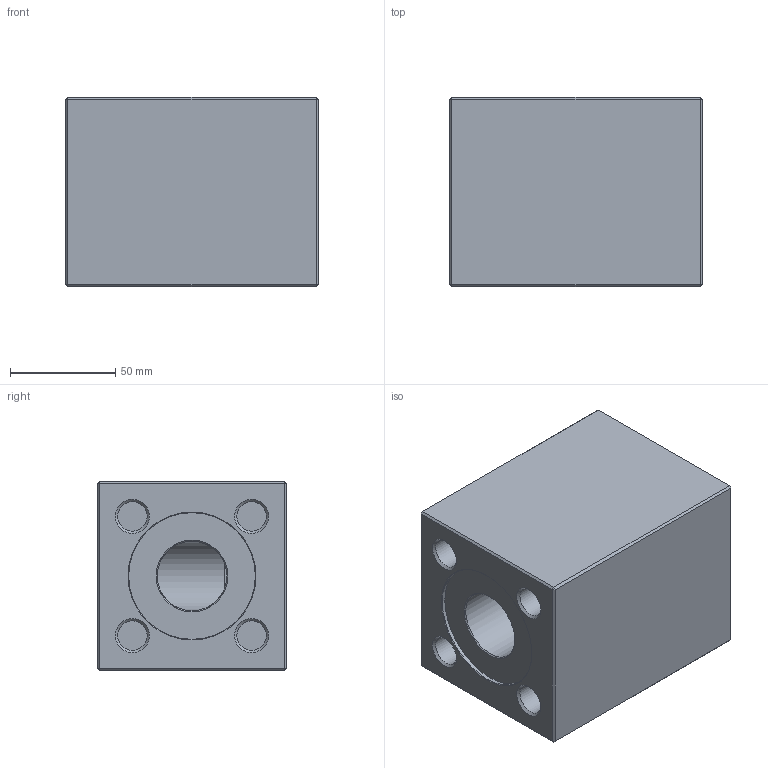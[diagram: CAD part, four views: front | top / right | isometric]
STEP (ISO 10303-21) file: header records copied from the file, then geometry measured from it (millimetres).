
FILE_DESCRIPTION(/* description */ (''),/* implementation_level */ '2;1');
FILE_NAME(/* name */ 'X-FVH032-4.stp',/* time_stamp */ '2025-01-16T13:17:36+01:00',/* author */ (''),/* organization */ (''),/* preprocessor_version */ 'ST-DEVELOPER v16',/* originating_system */ 'SIEMENS PLM Software NX 10.0',/* authorisation */ '');
FILE_SCHEMA (('CONFIG_CONTROL_DESIGN'));
Length unit declared in the file: millimetre
Products named in the file (1): X-FVH032-4
Bounding box: 120 x 90 x 90 mm (x, y, z)
Volume: 821001.3 mm3; surface area: 80635.1 mm2
Topology: 1 solids, 1 shells, 63 faces, 118 edges, 67 vertices
Faces by surface type: plane 38, cylinder 13, cone 12
Full cylindrical faces by diameter (mm): 14 x8, 33 x2, 60.09 x2
Entity records: 1457 total; most frequent: DIRECTION 255, CARTESIAN_POINT 217, ORIENTED_EDGE 180, AXIS2_PLACEMENT_3D 102, EDGE_LOOP 98, EDGE_CURVE 90, FACE_BOUND 64, VERTEX_POINT 64
